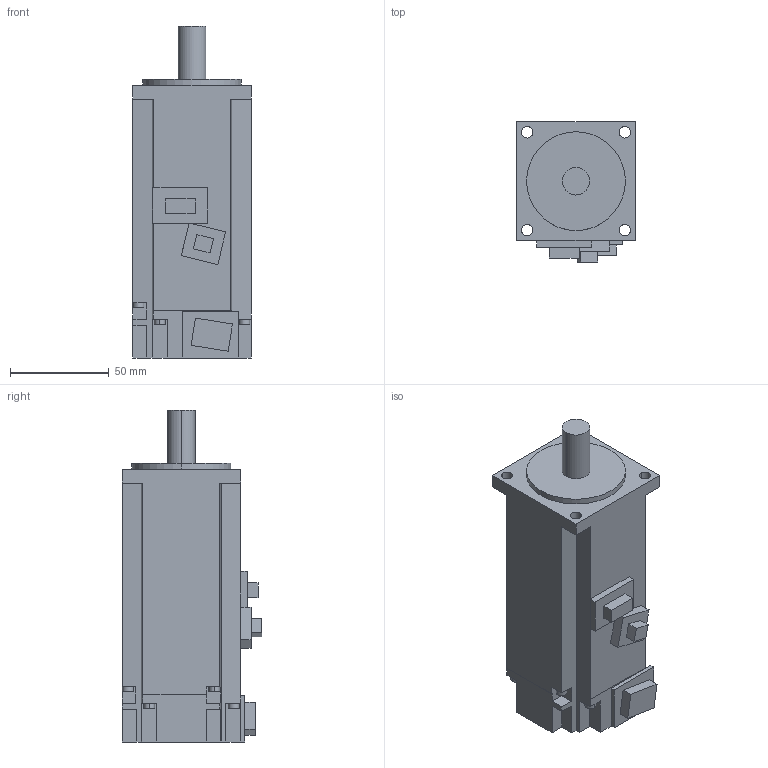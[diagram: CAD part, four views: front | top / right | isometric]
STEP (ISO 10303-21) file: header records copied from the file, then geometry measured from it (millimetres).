
FILE_DESCRIPTION((''),'2;1');
FILE_NAME('HF-KP43B_B_IF0001','2010-04-03T',('DD65885'),(''),'PRO/ENGINEER BY PARAMETRIC TECHNOLOGY CORPORATION, 2007390','PRO/ENGINEER BY PARAMETRIC TECHNOLOGY CORPORATION, 2007390','');
FILE_SCHEMA(('CONFIG_CONTROL_DESIGN'));
Length unit declared in the file: millimetre
Products named in the file (1): HF-KP43B_B_IF0001
Bounding box: 60 x 70.8 x 168 mm (x, y, z)
Volume: 451818.4 mm3; surface area: 44140.3 mm2
Topology: 1 solids, 1 shells, 128 faces, 338 edges, 224 vertices
Faces by surface type: plane 102, cylinder 26
Entity records: 3976 total; most frequent: CARTESIAN_POINT 690, ORIENTED_EDGE 676, DIRECTION 646, EDGE_CURVE 338, VECTOR 286, LINE 286, VERTEX_POINT 224, AXIS2_PLACEMENT_3D 180
